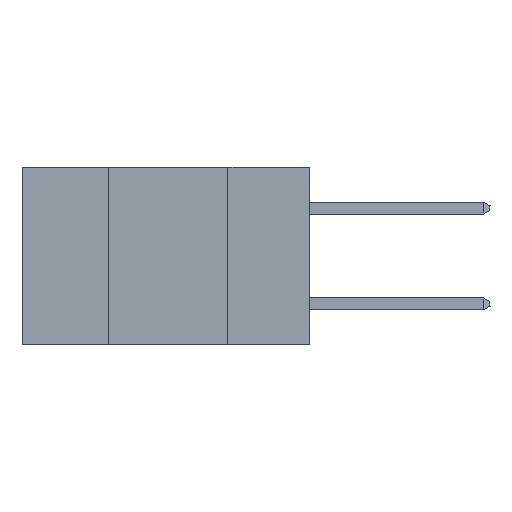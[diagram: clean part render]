
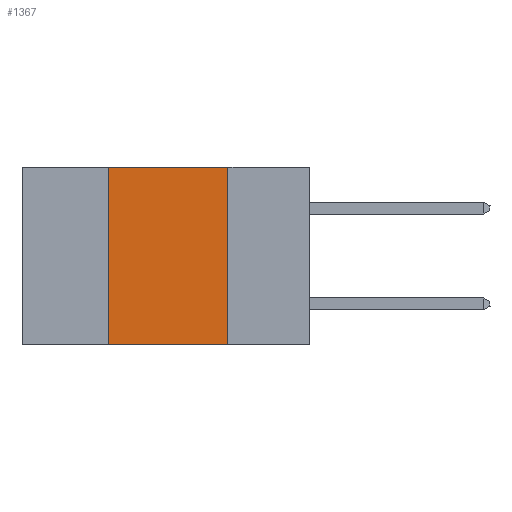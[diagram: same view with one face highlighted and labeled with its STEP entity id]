
A CAD part, left-side view. The second image highlights one B-rep face of the part: STEP entity #1367.
In plain terms, the highlighted planar face has unit normal (-1, 0, 0).
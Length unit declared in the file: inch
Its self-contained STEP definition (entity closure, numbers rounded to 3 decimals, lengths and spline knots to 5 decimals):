
#782 = CARTESIAN_POINT ( 'NONE',  ( 0., 0.6, 0. ) ) ;
#1367 = ADVANCED_FACE ( 'NONE', ( #6595 ), #2217, .F. ) ;
#1578 = VECTOR ( 'NONE', #13974, 39.37008 ) ;
#2022 = VECTOR ( 'NONE', #3830, 39.37008 ) ;
#2217 = PLANE ( 'NONE',  #11763 ) ;
#2526 = VECTOR ( 'NONE', #16300, 39.37008 ) ;
#3553 = VERTEX_POINT ( 'NONE', #15647 ) ;
#3830 = DIRECTION ( 'NONE',  ( 0., 0., 1. ) ) ;
#4693 = EDGE_CURVE ( 'NONE', #15580, #9962, #7058, .T. ) ;
#6141 = CARTESIAN_POINT ( 'NONE',  ( 0., 0.42, 0. ) ) ;
#6595 = FACE_OUTER_BOUND ( 'NONE', #22437, .T. ) ;
#7058 = LINE ( 'NONE', #18653, #2022 ) ;
#7567 = LINE ( 'NONE', #14458, #2526 ) ;
#8878 = ORIENTED_EDGE ( 'NONE', *, *, #11057, .F. ) ;
#9059 = ORIENTED_EDGE ( 'NONE', *, *, #23723, .F. ) ;
#9297 = ORIENTED_EDGE ( 'NONE', *, *, #4693, .F. ) ;
#9330 = ORIENTED_EDGE ( 'NONE', *, *, #22752, .T. ) ;
#9852 = DIRECTION ( 'NONE',  ( 0., 0., -1. ) ) ;
#9962 = VERTEX_POINT ( 'NONE', #6141 ) ;
#11057 = EDGE_CURVE ( 'NONE', #3553, #16643, #7567, .T. ) ;
#11110 = LINE ( 'NONE', #14738, #20781 ) ;
#11763 = AXIS2_PLACEMENT_3D ( 'NONE', #17164, #20795, #9852 ) ;
#13178 = CARTESIAN_POINT ( 'NONE',  ( 0., 0.17, -0.37 ) ) ;
#13974 = DIRECTION ( 'NONE',  ( 0., -1., 0. ) ) ;
#14458 = CARTESIAN_POINT ( 'NONE',  ( 0., 0.17, 0. ) ) ;
#14738 = CARTESIAN_POINT ( 'NONE',  ( 0., 0.6, -0.37 ) ) ;
#15580 = VERTEX_POINT ( 'NONE', #17095 ) ;
#15647 = CARTESIAN_POINT ( 'NONE',  ( 0., 0.17, 0. ) ) ;
#16300 = DIRECTION ( 'NONE',  ( 0., 0., -1. ) ) ;
#16643 = VERTEX_POINT ( 'NONE', #13178 ) ;
#17095 = CARTESIAN_POINT ( 'NONE',  ( 0., 0.42, -0.37 ) ) ;
#17164 = CARTESIAN_POINT ( 'NONE',  ( 0., 0.6, 0. ) ) ;
#17679 = LINE ( 'NONE', #782, #1578 ) ;
#18653 = CARTESIAN_POINT ( 'NONE',  ( 0., 0.42, 0. ) ) ;
#20781 = VECTOR ( 'NONE', #23675, 39.37008 ) ;
#20795 = DIRECTION ( 'NONE',  ( 1., 0., 0. ) ) ;
#22437 = EDGE_LOOP ( 'NONE', ( #8878, #9059, #9297, #9330 ) ) ;
#22752 = EDGE_CURVE ( 'NONE', #15580, #16643, #11110, .T. ) ;
#23675 = DIRECTION ( 'NONE',  ( 0., -1., 0. ) ) ;
#23723 = EDGE_CURVE ( 'NONE', #9962, #3553, #17679, .T. ) ;
